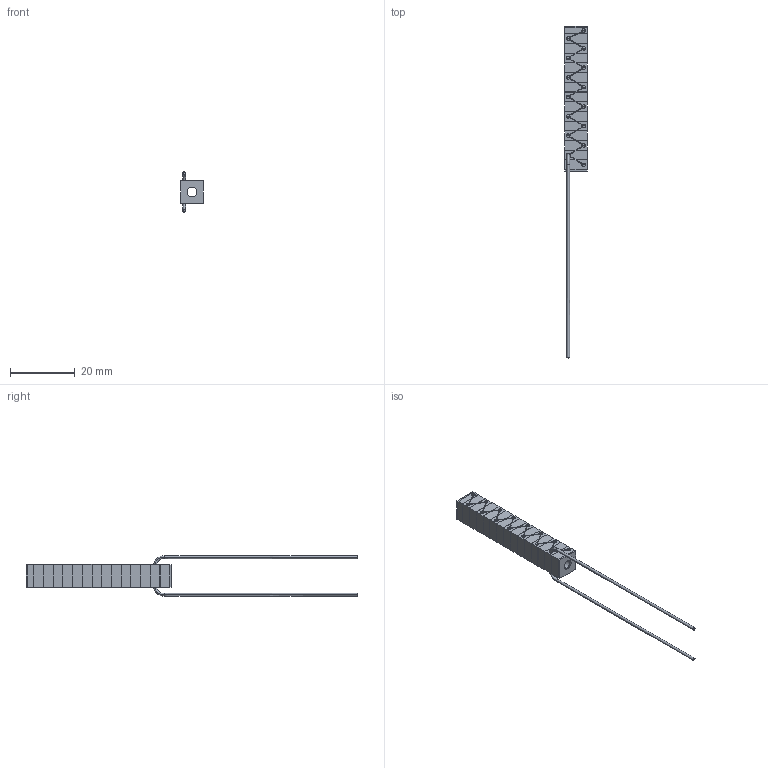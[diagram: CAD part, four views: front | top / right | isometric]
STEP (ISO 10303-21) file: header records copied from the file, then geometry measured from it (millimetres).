
FILE_DESCRIPTION (( 'STEP AP214' ), '1' );
FILE_NAME ('CTN009269.STEP', '2016-07-27T01:40:29', ( '' ), ( '' ), 'SwSTEP 2.0', 'SolidWorks 2016', '' );
FILE_SCHEMA (( 'AUTOMOTIVE_DESIGN' ));
Length unit declared in the file: millimetre
Products named in the file (1): CTN009269
Bounding box: 7 x 102.88 x 12.47 mm (x, y, z)
Volume: 3804.6 mm3; surface area: 6427.8 mm2
Topology: 4 solids, 4 shells, 564 faces, 1652 edges, 1098 vertices
Faces by surface type: plane 282, cylinder 158, bspline 64, sphere 60
Entity records: 25719 total; most frequent: CARTESIAN_POINT 7479, ORIENTED_EDGE 3304, DIRECTION 2612, EDGE_CURVE 1652, VERTEX_POINT 1098, AXIS2_PLACEMENT_3D 919, VECTOR 774, LINE 774
